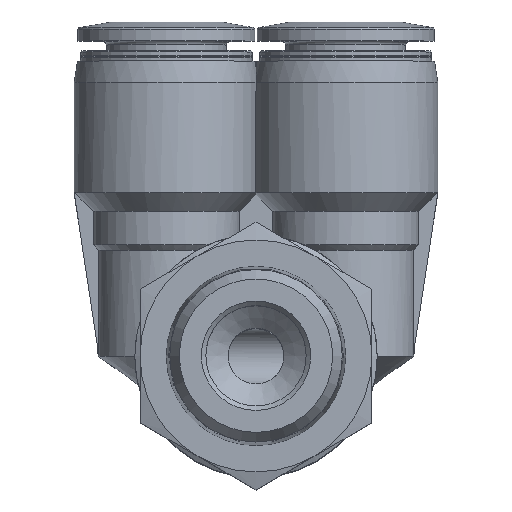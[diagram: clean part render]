
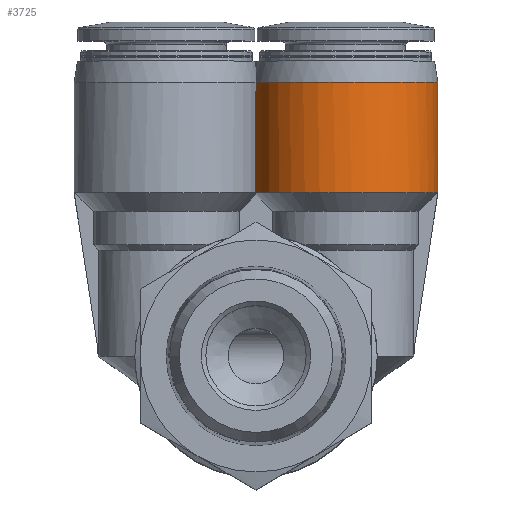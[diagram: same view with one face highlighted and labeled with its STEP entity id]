
A CAD part, top view. The second image highlights one B-rep face of the part: STEP entity #3725.
In plain terms, the highlighted cylindrical face has radius 8.75 mm (diameter 17.5 mm), a partial arc.
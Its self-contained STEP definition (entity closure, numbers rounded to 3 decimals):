
#124=LINE('',#5557,#191);
#125=LINE('',#5568,#192);
#191=VECTOR('',#4379,1000.);
#192=VECTOR('',#4388,1000.);
#326=CIRCLE('',#3948,8.75);
#327=CIRCLE('',#3949,8.75);
#328=CIRCLE('',#3950,8.75);
#329=CIRCLE('',#3951,8.75);
#330=CIRCLE('',#3952,8.75);
#583=ORIENTED_EDGE('',*,*,#1247,.F.);
#584=ORIENTED_EDGE('',*,*,#1248,.F.);
#585=ORIENTED_EDGE('',*,*,#1249,.F.);
#586=ORIENTED_EDGE('',*,*,#1250,.F.);
#587=ORIENTED_EDGE('',*,*,#1251,.F.);
#588=ORIENTED_EDGE('',*,*,#1252,.F.);
#589=ORIENTED_EDGE('',*,*,#1253,.T.);
#1247=EDGE_CURVE('',#1570,#1571,#124,.F.);
#1248=EDGE_CURVE('',#1572,#1570,#326,.T.);
#1249=EDGE_CURVE('',#1573,#1572,#327,.T.);
#1250=EDGE_CURVE('',#1574,#1573,#328,.T.);
#1251=EDGE_CURVE('',#1575,#1574,#329,.T.);
#1252=EDGE_CURVE('',#1576,#1575,#125,.T.);
#1253=EDGE_CURVE('',#1576,#1571,#330,.T.);
#1570=VERTEX_POINT('',#5558);
#1571=VERTEX_POINT('',#5559);
#1572=VERTEX_POINT('',#5561);
#1573=VERTEX_POINT('',#5563);
#1574=VERTEX_POINT('',#5565);
#1575=VERTEX_POINT('',#5567);
#1576=VERTEX_POINT('',#5569);
#1852=EDGE_LOOP('',(#583,#584,#585,#586,#587,#588,#589));
#2127=FACE_BOUND('',#1852,.T.);
#2378=CYLINDRICAL_SURFACE('',#3947,8.75);
#3725=ADVANCED_FACE('',(#2127),#2378,.T.);
#3947=AXIS2_PLACEMENT_3D('',#5556,#4377,#4378);
#3948=AXIS2_PLACEMENT_3D('',#5560,#4380,#4381);
#3949=AXIS2_PLACEMENT_3D('',#5562,#4382,#4383);
#3950=AXIS2_PLACEMENT_3D('',#5564,#4384,#4385);
#3951=AXIS2_PLACEMENT_3D('',#5566,#4386,#4387);
#3952=AXIS2_PLACEMENT_3D('',#5570,#4389,#4390);
#4377=DIRECTION('',(0.,-1.,0.));
#4378=DIRECTION('',(0.,0.,-1.));
#4379=DIRECTION('',(0.,-1.,0.));
#4380=DIRECTION('',(0.,-1.,0.));
#4381=DIRECTION('',(0.,0.,-1.));
#4382=DIRECTION('',(0.,-1.,0.));
#4383=DIRECTION('',(0.,0.,-1.));
#4384=DIRECTION('',(0.,-1.,0.));
#4385=DIRECTION('',(0.,0.,-1.));
#4386=DIRECTION('',(0.,-1.,0.));
#4387=DIRECTION('',(0.,0.,-1.));
#4388=DIRECTION('',(0.,-1.,0.));
#4389=DIRECTION('',(0.,-1.,0.));
#4390=DIRECTION('',(0.,0.,-1.));
#5556=CARTESIAN_POINT('',(8.5,-4.551,-17.));
#5557=CARTESIAN_POINT('',(0.,20.75,-14.923));
#5558=CARTESIAN_POINT('',(0.,15.5,-14.923));
#5559=CARTESIAN_POINT('',(0.,26.,-14.923));
#5560=CARTESIAN_POINT('',(8.5,15.5,-17.));
#5561=CARTESIAN_POINT('',(17.193,15.5,-16.));
#5562=CARTESIAN_POINT('',(8.5,15.5,-17.));
#5563=CARTESIAN_POINT('',(17.25,15.5,-17.));
#5564=CARTESIAN_POINT('',(8.5,15.5,-17.));
#5565=CARTESIAN_POINT('',(17.193,15.5,-18.));
#5566=CARTESIAN_POINT('',(8.5,15.5,-17.));
#5567=CARTESIAN_POINT('',(0.,15.5,-19.077));
#5568=CARTESIAN_POINT('',(0.,20.75,-19.077));
#5569=CARTESIAN_POINT('',(0.,26.,-19.077));
#5570=CARTESIAN_POINT('',(8.5,26.,-17.));
